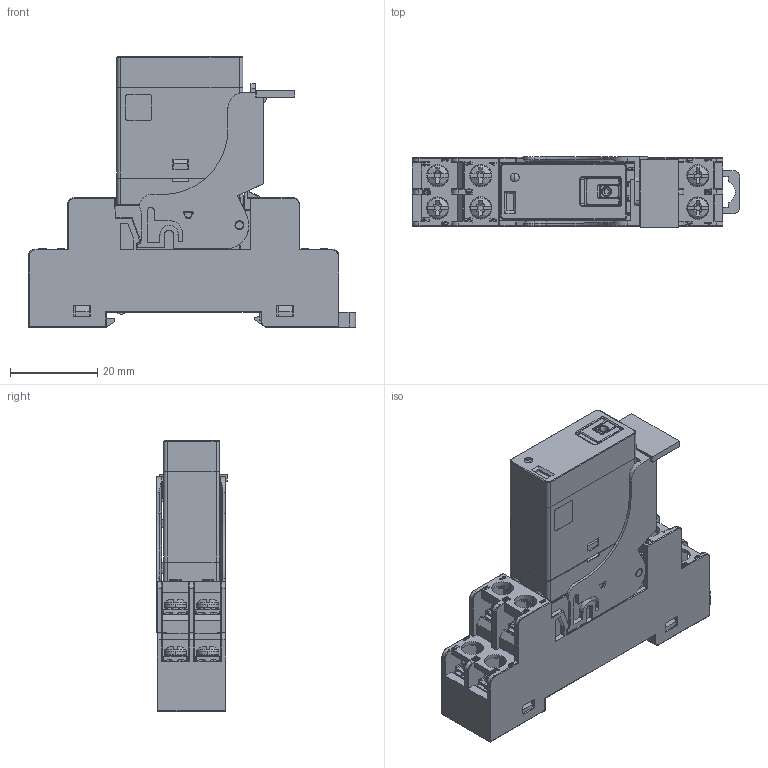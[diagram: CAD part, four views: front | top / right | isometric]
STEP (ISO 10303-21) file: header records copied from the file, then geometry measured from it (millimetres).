
FILE_DESCRIPTION (( 'STEP AP203' ), '1' );
FILE_NAME ('32_HF157F XX-2Z25FD1+157F-2Z-C2+157F-H1+14FF-M1.STEP', '2024-12-16T19:35:48', ( '' ), ( '' ), 'SwSTEP 2.0', 'SolidWorks 2022', '' );
FILE_SCHEMA (( 'CONFIG_CONTROL_DESIGN' ));
Products named in the file (1): 32_HF157F XX-2Z25FD1+157F-2Z-C2+157F-H1+14FF-M1
Bounding box: 74.8 x 16.09 x 61.8 mm (x, y, z)
Volume: 20802.3 mm3; surface area: 40660.6 mm2
Topology: 44 solids, 44 shells, 6622 faces, 17821 edges, 11097 vertices
Faces by surface type: plane 3411, cylinder 2279, torus 335, bspline 288, sphere 237, cone 72
Entity records: 222584 total; most frequent: CARTESIAN_POINT 59505, ORIENTED_EDGE 35196, DIRECTION 32957, EDGE_CURVE 17598, VECTOR 11527, LINE 11527, VERTEX_POINT 11091, AXIS2_PLACEMENT_3D 10715
